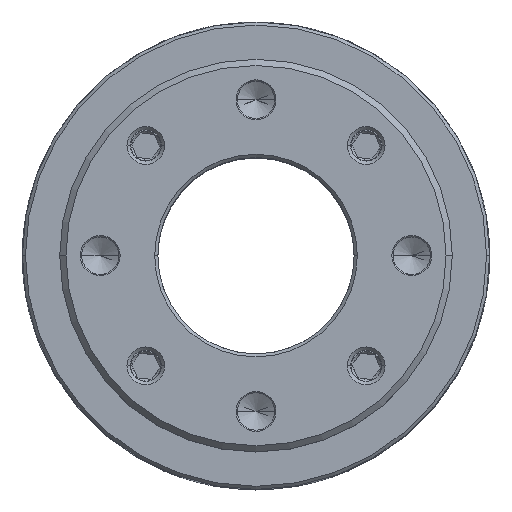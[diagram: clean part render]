
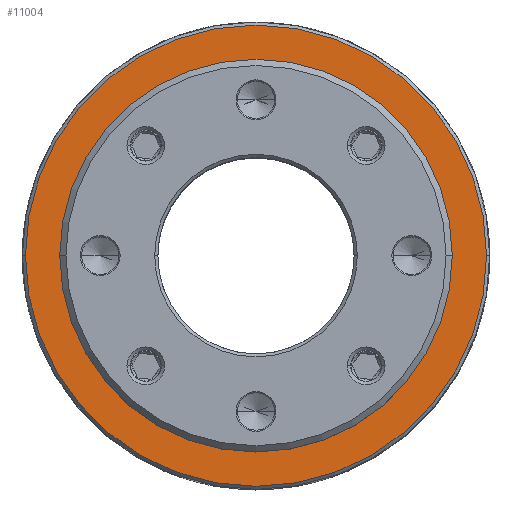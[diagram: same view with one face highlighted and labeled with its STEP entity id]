
A CAD part, top view. The second image highlights one B-rep face of the part: STEP entity #11004.
In plain terms, the highlighted planar face has unit normal (0, 0, 1).
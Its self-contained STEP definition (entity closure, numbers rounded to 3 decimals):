
#588 = AXIS2_PLACEMENT_3D ( 'NONE', #17720, #16402, #21083 ) ;
#618 = AXIS2_PLACEMENT_3D ( 'NONE', #14669, #8147, #16485 ) ;
#771 = FACE_BOUND ( 'NONE', #11393, .T. ) ;
#1001 = CARTESIAN_POINT ( 'NONE',  ( 0., 0., 27.5 ) ) ;
#1102 = DIRECTION ( 'NONE',  ( 0., 0., 1. ) ) ;
#2009 = CIRCLE ( 'NONE', #16906, 37. ) ;
#2689 = AXIS2_PLACEMENT_3D ( 'NONE', #1001, #5989, #5653 ) ;
#3089 = ORIENTED_EDGE ( 'NONE', *, *, #12628, .F. ) ;
#4200 = EDGE_LOOP ( 'NONE', ( #18106, #8718 ) ) ;
#4382 = CIRCLE ( 'NONE', #11300, 37. ) ;
#4825 = VERTEX_POINT ( 'NONE', #6902 ) ;
#5187 = EDGE_CURVE ( 'NONE', #18411, #18133, #14490, .T. ) ;
#5402 = DIRECTION ( 'NONE',  ( 1., 0., 0. ) ) ;
#5653 = DIRECTION ( 'NONE',  ( 1., 0., 0. ) ) ;
#5989 = DIRECTION ( 'NONE',  ( 0., 0., 1. ) ) ;
#6902 = CARTESIAN_POINT ( 'NONE',  ( 37., 0., 27.5 ) ) ;
#7730 = CARTESIAN_POINT ( 'NONE',  ( -37., 0., 27.5 ) ) ;
#8147 = DIRECTION ( 'NONE',  ( 0., 0., 1. ) ) ;
#8718 = ORIENTED_EDGE ( 'NONE', *, *, #20411, .T. ) ;
#8804 = FACE_OUTER_BOUND ( 'NONE', #4200, .T. ) ;
#10643 = PLANE ( 'NONE',  #2689 ) ;
#11004 = ADVANCED_FACE ( 'NONE', ( #8804, #771 ), #10643, .T. ) ;
#11300 = AXIS2_PLACEMENT_3D ( 'NONE', #15290, #18748, #5402 ) ;
#11393 = EDGE_LOOP ( 'NONE', ( #20394, #3089 ) ) ;
#11822 = EDGE_CURVE ( 'NONE', #15044, #4825, #2009, .T. ) ;
#12628 = EDGE_CURVE ( 'NONE', #18133, #18411, #13432, .T. ) ;
#13432 = CIRCLE ( 'NONE', #588, 31.5 ) ;
#14127 = CARTESIAN_POINT ( 'NONE',  ( 0., 0., 27.5 ) ) ;
#14490 = CIRCLE ( 'NONE', #618, 31.5 ) ;
#14669 = CARTESIAN_POINT ( 'NONE',  ( 0., 0., 27.5 ) ) ;
#15044 = VERTEX_POINT ( 'NONE', #7730 ) ;
#15290 = CARTESIAN_POINT ( 'NONE',  ( 0., 0., 27.5 ) ) ;
#16402 = DIRECTION ( 'NONE',  ( 0., 0., 1. ) ) ;
#16485 = DIRECTION ( 'NONE',  ( 1., 0., 0. ) ) ;
#16906 = AXIS2_PLACEMENT_3D ( 'NONE', #14127, #1102, #18998 ) ;
#17720 = CARTESIAN_POINT ( 'NONE',  ( 0., 0., 27.5 ) ) ;
#18106 = ORIENTED_EDGE ( 'NONE', *, *, #11822, .T. ) ;
#18133 = VERTEX_POINT ( 'NONE', #21054 ) ;
#18411 = VERTEX_POINT ( 'NONE', #19543 ) ;
#18748 = DIRECTION ( 'NONE',  ( 0., 0., 1. ) ) ;
#18998 = DIRECTION ( 'NONE',  ( 1., 0., 0. ) ) ;
#19543 = CARTESIAN_POINT ( 'NONE',  ( -31.5, 0., 27.5 ) ) ;
#20394 = ORIENTED_EDGE ( 'NONE', *, *, #5187, .F. ) ;
#20411 = EDGE_CURVE ( 'NONE', #4825, #15044, #4382, .T. ) ;
#21054 = CARTESIAN_POINT ( 'NONE',  ( 31.5, 0., 27.5 ) ) ;
#21083 = DIRECTION ( 'NONE',  ( 1., 0., 0. ) ) ;
